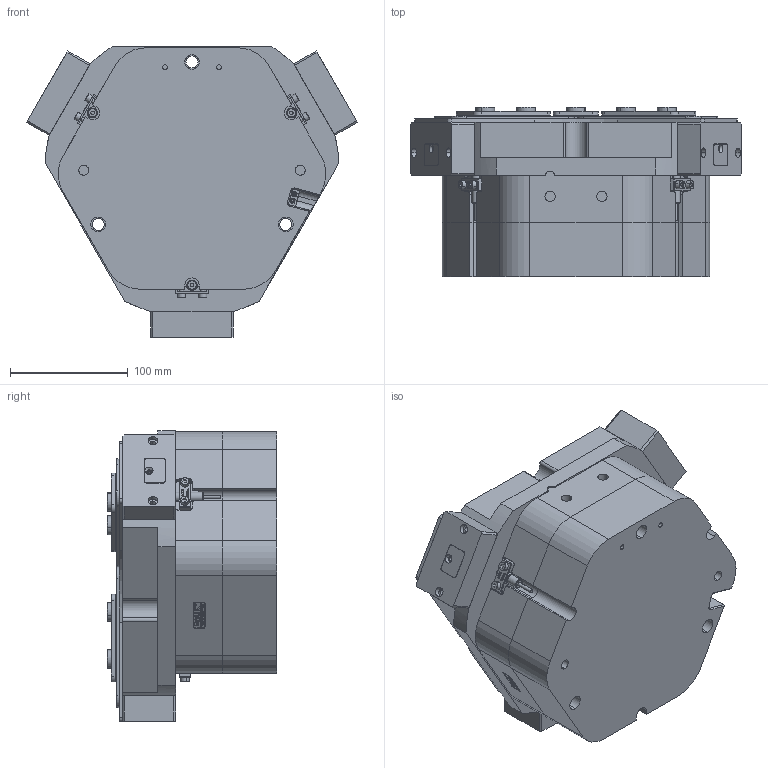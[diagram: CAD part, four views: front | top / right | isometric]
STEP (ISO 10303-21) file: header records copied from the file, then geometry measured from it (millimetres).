
FILE_DESCRIPTION (( 'STEP AP203' ), '1' );
FILE_NAME ('FZ160-250-P-NO.STEP', '2025-03-31T08:12:22', ( 'USER-' ), ( 'Microsoft' ), 'SwSTEP 2.0', 'SolidWorks 2018', '' );
FILE_SCHEMA (( 'CONFIG_CONTROL_DESIGN' ));
Length unit declared in the file: millimetre
Products named in the file (21): 内六角圆柱头螺钉[GBT70_1-2008][M4×16]; FZ160-250-M-07 奻猾裔; FZ160-250-M-01 褲极; ﾏ擎ﾗ16｡ﾁ12｡ﾁ8; 160滅鳥; FZ160-250-M-NC-05 赻坶菁裔啣; 翐种杶 ; 电容传感器8x30接近开关; 晚假蚾輸B.step; 内六角圆柱头螺钉[GBT70_1-2008][M3×12]; FZ160-250-M-06 芢啣裔; 耜猾裔啣; 棠羲換覜ん; FZ160-250-M-02 賑輸; FZ160-250-M-08 滅鳥裔啣; FZ160-250-M-13 耜猾极; 25x10-R1.5; 20241226-M4 M4換覜ん揤輸.step; FZ160-250-P-NO; FZ160-250-M-10 忒硌薊啣; FZ160-250-M-09 痄雄結啣
Assembly tree (59 placements, depth 3):
  FZ160-250-P-NO
    FZ160-250-M-01 褲极
    FZ160-250-M-02 賑輸  x3
    FZ160-250-M-07 奻猾裔
    FZ160-250-M-06 芢啣裔  x3
    翐种杶   x6
    20241226-M4 M4換覜ん揤輸.step  x3
    晚假蚾輸B.step  x3
    内六角圆柱头螺钉[GBT70_1-2008][M3×12]  x6
    内六角圆柱头螺钉[GBT70_1-2008][M4×16]  x6
    电容传感器8x30接近开关  x3
    25x10-R1.5
    棠羲換覜ん  x2
    160滅鳥
      FZ160-250-M-08 滅鳥裔啣
      FZ160-250-M-13 耜猾极  x3
      FZ160-250-M-09 痄雄結啣  x3
      FZ160-250-M-10 忒硌薊啣  x3
      耜猾裔啣  x3
    ﾏ擎ﾗ16｡ﾁ12｡ﾁ8  x6
    FZ160-250-M-NC-05 赻坶菁裔啣
Bounding box: 280.95 x 144 x 247 mm (x, y, z)
Volume: 4930368.1 mm3; surface area: 553980.1 mm2
Topology: 58 solids, 66 shells, 3084 faces, 8076 edges, 5197 vertices
Faces by surface type: plane 1451, cylinder 778, bspline 490, cone 317, torus 48
Entity records: 66801 total; most frequent: CARTESIAN_POINT 20730, ORIENTED_EDGE 9258, DIRECTION 8200, EDGE_CURVE 4629, VERTEX_POINT 3017, LINE 2990, VECTOR 2990, AXIS2_PLACEMENT_3D 2605
